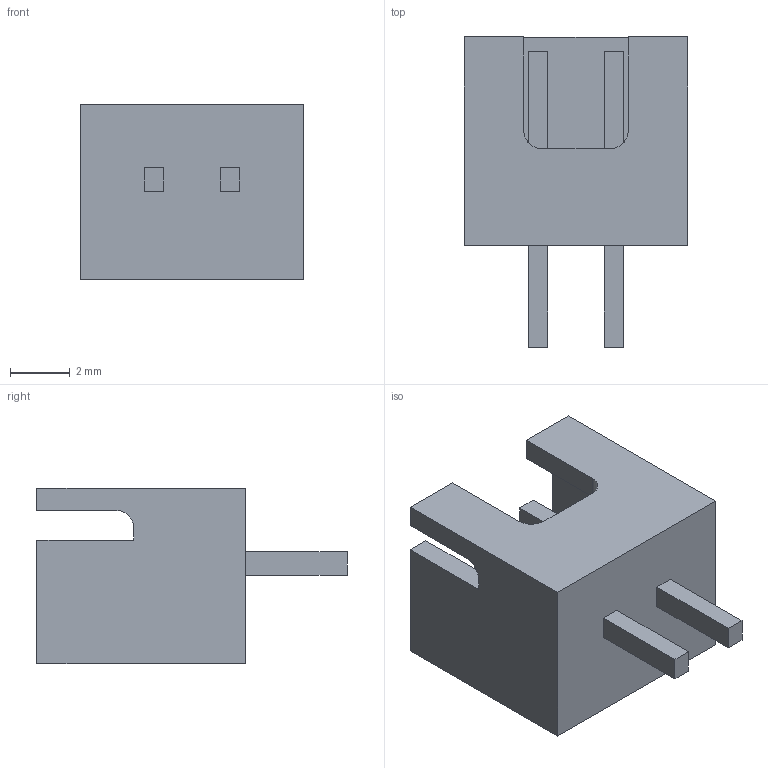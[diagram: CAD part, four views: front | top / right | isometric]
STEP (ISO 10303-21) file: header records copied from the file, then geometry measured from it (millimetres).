
FILE_DESCRIPTION (( 'STEP AP214' ), '1' );
FILE_NAME ('Conector P2.54mm 2P Male.step', '2025-07-17T02:59:31', ( '' ), ( '' ), 'SwSTEP 2.0', 'SolidWorks 2018', '' );
FILE_SCHEMA (( 'AUTOMOTIVE_DESIGN' ));
Length unit declared in the file: millimetre
Products named in the file (1): Conector P2.54mm 2P Male
Bounding box: 7.5 x 10.4 x 5.9 mm (x, y, z)
Volume: 146 mm3; surface area: 428.1 mm2
Topology: 1 solids, 1 shells, 44 faces, 114 edges, 76 vertices
Faces by surface type: plane 40, cylinder 4
Entity records: 1844 total; most frequent: CARTESIAN_POINT 235, ORIENTED_EDGE 228, DIRECTION 212, EDGE_CURVE 114, VECTOR 106, LINE 106, VERTEX_POINT 76, AXIS2_PLACEMENT_3D 53
